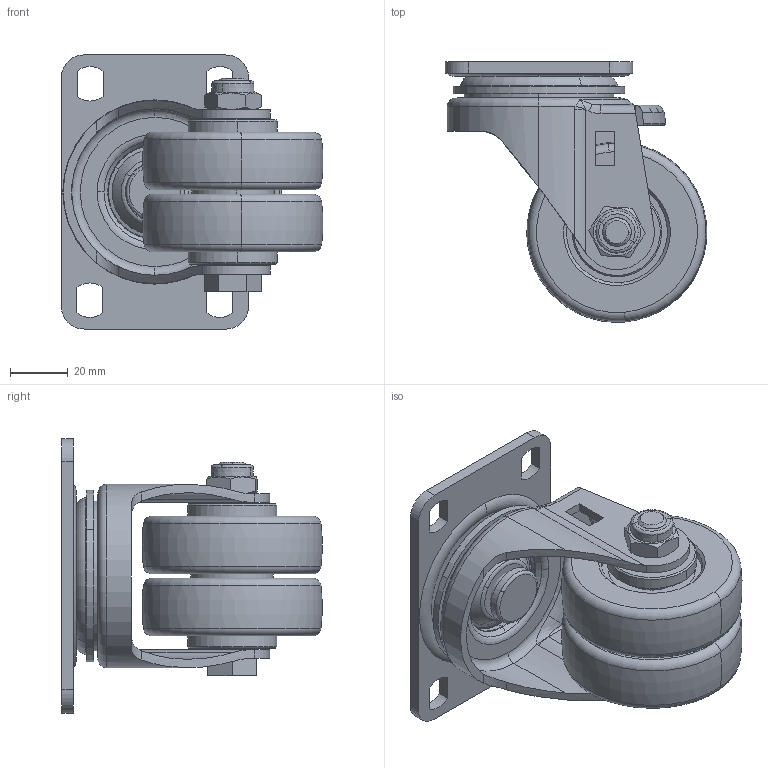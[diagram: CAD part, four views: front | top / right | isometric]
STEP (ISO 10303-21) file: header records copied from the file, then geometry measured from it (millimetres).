
FILE_DESCRIPTION (( 'STEP AP203' ), '1' );
FILE_NAME ('D11090250802013.STEP', '2025-06-16T03:50:42', ( '' ), ( '' ), 'SwSTEP 2.0', 'SolidWorks 2021', '' );
FILE_SCHEMA (( 'CONFIG_CONTROL_DESIGN' ));
Length unit declared in the file: millimetre
Products named in the file (9): 六角頭車心; 2.5渡藝弊謫魂雄褐1; 鋼球6; 尼帽M10; D11090250802013; 2.5ｴ躬QPU_猤ﾔO; 湮疏屜(陔ㄘ_蕼偞; 高級底板; 鉚釘
Assembly tree (8 placements, depth 2):
  D11090250802013
    鉚釘
    鋼球6
    尼帽M10
    高級底板
    2.5渡藝弊謫魂雄褐1
    湮疏屜(陔ㄘ_蕼偞
    六角頭車心
    2.5ｴ躬QPU_猤ﾔO
Bounding box: 90.72 x 90.18 x 95.02 mm (x, y, z)
Volume: 194795.5 mm3; surface area: 73495.6 mm2
Topology: 50 solids, 50 shells, 424 faces, 1089 edges, 659 vertices
Faces by surface type: plane 107, cylinder 92, bspline 66, torus 63, cone 54, sphere 42
Entity records: 14780 total; most frequent: CARTESIAN_POINT 4664, DIRECTION 2018, ORIENTED_EDGE 1788, EDGE_CURVE 894, AXIS2_PLACEMENT_3D 852, VERTEX_POINT 596, CIRCLE 483, EDGE_LOOP 474
